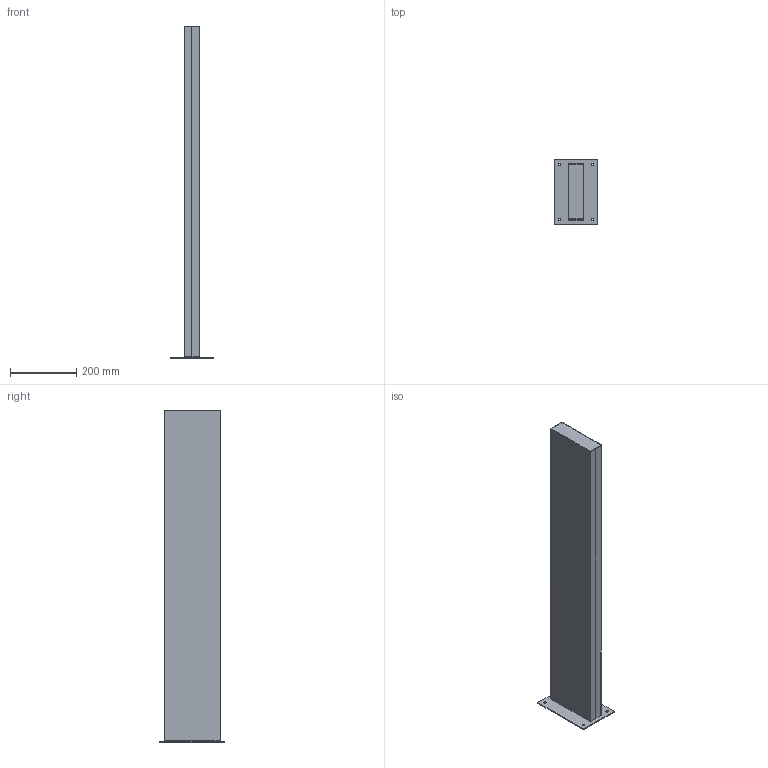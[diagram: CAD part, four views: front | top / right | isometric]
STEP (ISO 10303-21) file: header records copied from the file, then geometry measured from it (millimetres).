
FILE_DESCRIPTION(/* description */ (''),/* implementation_level */ '2;1');
FILE_NAME(/* name */ 'Nuda_h100_monofacciale_3D',/* time_stamp */ '2012-01-26T13:59:46+01:00',/* author */ (''),/* organization */ (''),/* preprocessor_version */ 'ST-DEVELOPER v10',/* originating_system */ '',/* authorisation */ '');
FILE_SCHEMA (('CONFIG_CONTROL_DESIGN'));
Length unit declared in the file: millimetre
Products named in the file (1): 1
Bounding box: 130 x 195 x 1000.04 mm (x, y, z)
Volume: 1129464.4 mm3; surface area: 906953.1 mm2
Topology: 4 solids, 4 shells, 56 faces, 134 edges, 84 vertices
Faces by surface type: plane 30, bspline 26
Entity records: 1804 total; most frequent: CARTESIAN_POINT 848, ORIENTED_EDGE 268, EDGE_CURVE 134, B_SPLINE_CURVE_WITH_KNOTS 90, VERTEX_POINT 84, EDGE_LOOP 68, ADVANCED_FACE 56, FACE_OUTER_BOUND 56
